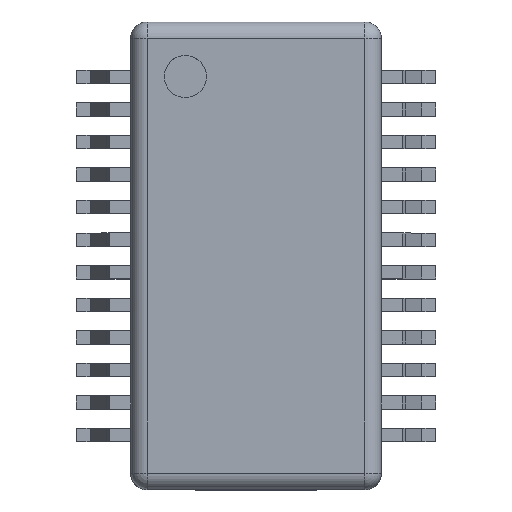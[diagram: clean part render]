
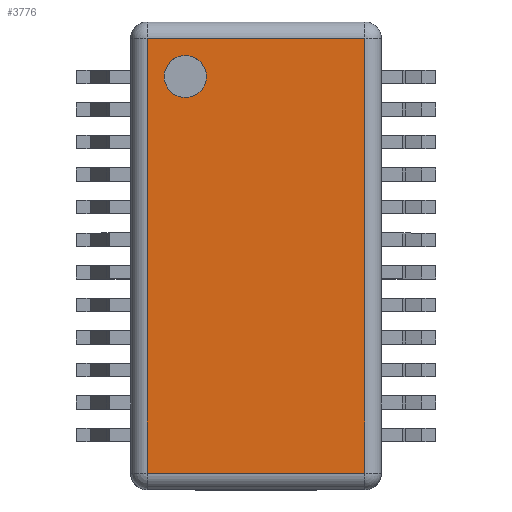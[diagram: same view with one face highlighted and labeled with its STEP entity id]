
A CAD part, top view. The second image highlights one B-rep face of the part: STEP entity #3776.
In plain terms, the highlighted planar face has unit normal (0, 0, 1).
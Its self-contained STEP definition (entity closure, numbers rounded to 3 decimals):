
#13=DIRECTION('',(0.,0.,1.));
#29=VECTOR('',#30,1.);
#30=DIRECTION('',(0.,-1.,0.));
#34=DIRECTION('',(0.,0.,-1.));
#35=DIRECTION('',(0.,1.,0.));
#38=CARTESIAN_POINT('',(0.,0.));
#39=VECTOR('',#40,1.);
#40=DIRECTION('',(-1.,0.));
#41=( GEOMETRIC_REPRESENTATION_CONTEXT(2) PARAMETRIC_REPRESENTATION_CONTEXT() REPRESENTATION_CONTEXT('2D SPACE',''  ) );
#45=DIRECTION('',(1.,0.,0.));
#46=DEFINITIONAL_REPRESENTATION('',(#47),#41);
#47=LINE('',#38,#48);
#48=VECTOR('',#49,1.);
#49=DIRECTION('',(1.,0.));
#59=DIRECTION('',(-1.,0.,0.));
#65=DIRECTION('',(0.,-1.));
#79=VECTOR('',#59,1.);
#84=VECTOR('',#65,1.);
#188=VECTOR('',#35,1.);
#221=CARTESIAN_POINT('',(-1.571,0.));
#229=VECTOR('',#45,1.);
#234=VECTOR('',#235,1.);
#235=DIRECTION('',(0.,1.));
#329=VECTOR('',#330,1.);
#330=DIRECTION('',(-0.,1.));
#334=CARTESIAN_POINT('',(-3.81,-6.625,8.14));
#343=CYLINDRICAL_SURFACE('',#344,0.5);
#344=AXIS2_PLACEMENT_3D('',#345,#30,#59);
#345=CARTESIAN_POINT('',(-3.31,7.095,8.14));
#355=DEFINITIONAL_REPRESENTATION('',(#356),#41);
#356=LINE('',#38,#234);
#1088=CARTESIAN_POINT('',(3.31,-7.125,8.14));
#1094=CYLINDRICAL_SURFACE('',#1095,0.5);
#1095=AXIS2_PLACEMENT_3D('',#334,#45,#30);
#1307=DIRECTION('',(-0.,0.,1.));
#1318=CARTESIAN_POINT('',(3.81,6.595,8.14));
#1324=CYLINDRICAL_SURFACE('',#1325,0.5);
#1325=AXIS2_PLACEMENT_3D('',#1088,#35,#13);
#1332=DEFINITIONAL_REPRESENTATION('',(#1333),#41);
#1333=LINE('',#221,#329);
#1370=CYLINDRICAL_SURFACE('',#1371,0.5);
#1371=AXIS2_PLACEMENT_3D('',#1318,#59,#35);
#1525=VERTEX_POINT('',#1526);
#1526=CARTESIAN_POINT('',(-3.31,6.595,8.64));
#1534=CARTESIAN_POINT('',(0.,0.5));
#1540=EDGE_CURVE('',#1525,#1541,#1543,.T.);
#1541=VERTEX_POINT('',#1542);
#1542=CARTESIAN_POINT('',(-3.31,-6.625,8.64));
#1543=SURFACE_CURVE('',#1544,(#1546,#1547),.PCURVE_S1.);
#1544=LINE('',#1545,#29);
#1545=CARTESIAN_POINT('',(-3.31,7.095,8.64));
#1546=PCURVE('',#343,#1332);
#1547=PCURVE('',#1548,#1551);
#1548=PLANE('',#1549);
#1549=AXIS2_PLACEMENT_3D('',#1550,#34,#35);
#1550=CARTESIAN_POINT('',(-3.81,7.095,8.64));
#1551=DEFINITIONAL_REPRESENTATION('',(#1552),#41);
#1552=LINE('',#1534,#39);
#3622=EDGE_CURVE('',#1541,#3623,#3625,.T.);
#3623=VERTEX_POINT('',#3624);
#3624=CARTESIAN_POINT('',(3.31,-6.625,8.64));
#3625=SURFACE_CURVE('',#3626,(#3628,#3629),.PCURVE_S1.);
#3626=LINE('',#3627,#229);
#3627=CARTESIAN_POINT('',(-3.81,-6.625,8.64));
#3628=PCURVE('',#1094,#1332);
#3629=PCURVE('',#1548,#3630);
#3630=DEFINITIONAL_REPRESENTATION('',(#3631),#41);
#3631=LINE('',#3632,#234);
#3632=CARTESIAN_POINT('',(-13.72,0.));
#3681=VERTEX_POINT('',#3682);
#3682=CARTESIAN_POINT('',(3.31,6.595,8.64));
#3696=ORIENTED_EDGE('',*,*,#3697,.F.);
#3697=EDGE_CURVE('',#3623,#3681,#3698,.T.);
#3698=SURFACE_CURVE('',#3699,(#3701,#3702),.PCURVE_S1.);
#3699=LINE('',#3700,#188);
#3700=CARTESIAN_POINT('',(3.31,-7.125,8.64));
#3701=PCURVE('',#1324,#355);
#3702=PCURVE('',#1548,#3703);
#3703=DEFINITIONAL_REPRESENTATION('',(#3704),#41);
#3704=LINE('',#3705,#48);
#3705=CARTESIAN_POINT('',(-14.22,7.12));
#3739=EDGE_CURVE('',#3681,#1525,#3740,.T.);
#3740=SURFACE_CURVE('',#3741,(#3743,#3744),.PCURVE_S1.);
#3741=LINE('',#3742,#79);
#3742=CARTESIAN_POINT('',(3.81,6.595,8.64));
#3743=PCURVE('',#1370,#1332);
#3744=PCURVE('',#1548,#3745);
#3745=DEFINITIONAL_REPRESENTATION('',(#3746),#41);
#3746=LINE('',#3747,#84);
#3747=CARTESIAN_POINT('',(-0.5,7.62));
#3776=ADVANCED_FACE('',(#3777,#3782),#1548,.F.);
#3777=FACE_BOUND('',#3778,.F.);
#3778=EDGE_LOOP('',(#3779,#3780,#3696,#3781));
#3779=ORIENTED_EDGE('',*,*,#1540,.F.);
#3780=ORIENTED_EDGE('',*,*,#3739,.F.);
#3781=ORIENTED_EDGE('',*,*,#3622,.F.);
#3782=FACE_BOUND('',#3783,.F.);
#3783=EDGE_LOOP('',(#3784));
#3784=ORIENTED_EDGE('',*,*,#3785,.T.);
#3785=EDGE_CURVE('',#3786,#3786,#3788,.T.);
#3786=VERTEX_POINT('',#3787);
#3787=CARTESIAN_POINT('',(-2.15,4.794,8.64));
#3788=SURFACE_CURVE('',#3789,(#3792,#3801),.PCURVE_S1.);
#3789=CIRCLE('',#3790,0.641);
#3790=AXIS2_PLACEMENT_3D('',#3791,#1307,#30);
#3791=CARTESIAN_POINT('',(-2.15,5.435,8.64));
#3792=PCURVE('',#1548,#3793);
#3793=DEFINITIONAL_REPRESENTATION('',(#3794),#41);
#3794=( BOUNDED_CURVE() B_SPLINE_CURVE(2,(#3795,#3796,#3797,#3798,#3799,#3800,#3795),.UNSPECIFIED.,.F.,.F.) B_SPLINE_CURVE_WITH_KNOTS((1,2    ,2,2,2,1),(-2.094,0.,2.094,4.189,6.283,8.378),.UNSPECIFIED.) CURVE() GEOMETRIC_REPRESENTATION_ITEM() RATIONAL_B_SPLINE_CURVE((1.,0.5,1.,0.5,1.,0.5,1.)) REPRESENTATION_ITEM('') );
#3795=CARTESIAN_POINT('',(-2.301,1.66));
#3796=CARTESIAN_POINT('',(-2.301,2.771));
#3797=CARTESIAN_POINT('',(-1.339,2.215));
#3798=CARTESIAN_POINT('',(-0.378,1.66));
#3799=CARTESIAN_POINT('',(-1.339,1.105));
#3800=CARTESIAN_POINT('',(-2.301,0.549));
#3801=PCURVE('',#3802,#46);
#3802=CYLINDRICAL_SURFACE('',#3803,0.641);
#3803=AXIS2_PLACEMENT_3D('',#3791,#13,#30);
